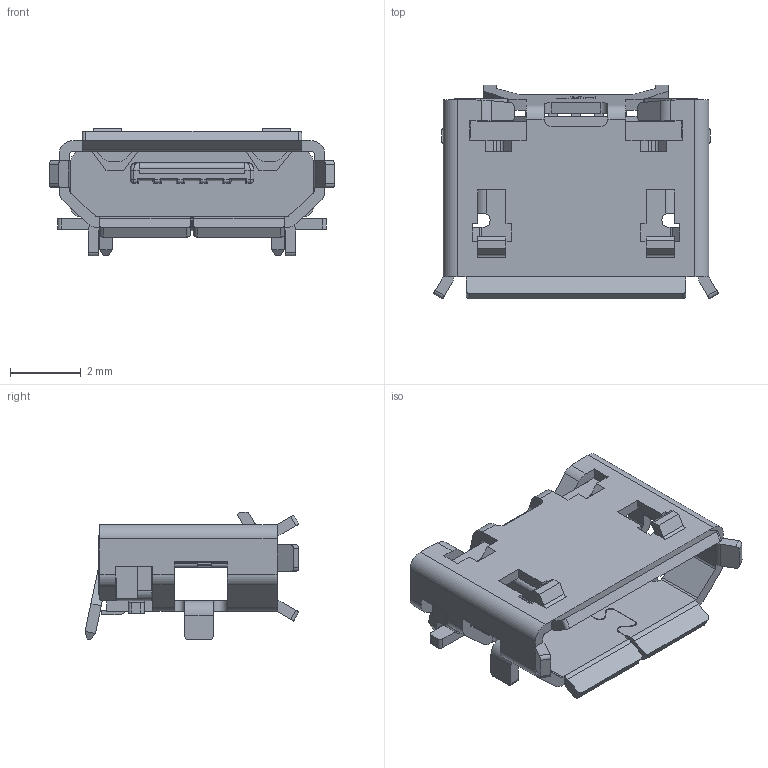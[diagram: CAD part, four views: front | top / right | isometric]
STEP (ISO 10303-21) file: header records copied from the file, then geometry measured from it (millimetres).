
FILE_DESCRIPTION(('FreeCAD Model'),'2;1');
FILE_NAME('User Library-10103594_MICRO-USB-SCOKET-HOUSING_sp.step','2018-05-18T11:56:31' ,('kicad StepUp'),('ksu MCAD'),'Open CASCADE STEP processor 6.8', 'FreeCAD','Unknown');
FILE_SCHEMA(('AUTOMOTIVE_DESIGN_CC2 { 1 2 10303 214 -1 1 5 4 }'));
Length unit declared in the file: millimetre
Products named in the file (2): ASSEMBLY; User_Library-10103594_MICRO-USB-SCOKET-HOUSING_sp
Assembly tree (1 placements, depth 2):
  ASSEMBLY
    User_Library-10103594_MICRO-USB-SCOKET-HOUSING_sp
Bounding box: 8.04 x 6.03 x 3.6 mm (x, y, z)
Volume: 44.1 mm3; surface area: 277.4 mm2
Topology: 1 solids, 4 shells, 795 faces, 2280 edges, 1488 vertices
Faces by surface type: plane 588, cylinder 191, bspline 16
Entity records: 31681 total; most frequent: CARTESIAN_POINT 5021, ORIENTED_EDGE 4568, DIRECTION 4210, EDGE_CURVE 2280, LINE 1856, VECTOR 1856, VERTEX_POINT 1488, AXIS2_PLACEMENT_3D 1177
